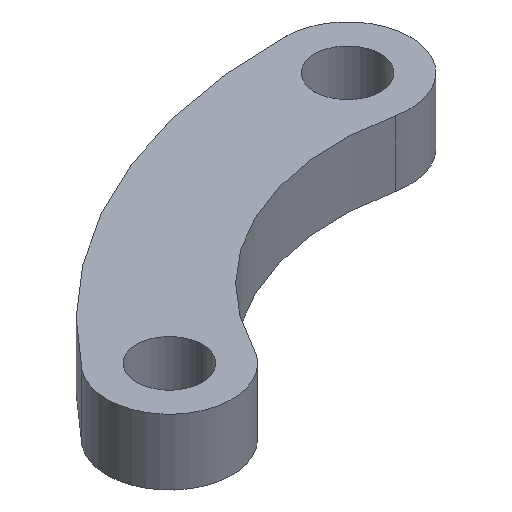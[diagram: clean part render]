
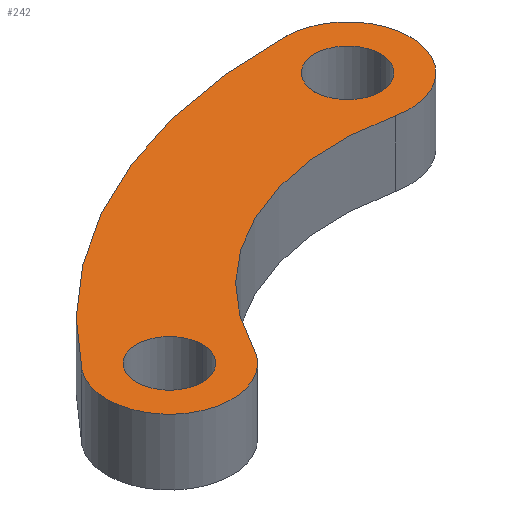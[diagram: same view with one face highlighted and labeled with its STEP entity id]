
A CAD part, isometric view. The second image highlights one B-rep face of the part: STEP entity #242.
In plain terms, the highlighted planar face has unit normal (0, 0, 1).
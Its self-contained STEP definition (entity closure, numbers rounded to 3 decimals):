
#8 = DIRECTION ( 'NONE',  ( 1., 0., 0. ) ) ;
#12 = AXIS2_PLACEMENT_3D ( 'NONE', #368, #308, #276 ) ;
#13 = VERTEX_POINT ( 'NONE', #157 ) ;
#15 = ORIENTED_EDGE ( 'NONE', *, *, #269, .T. ) ;
#22 = CARTESIAN_POINT ( 'NONE',  ( 18.412, 7.422, 10. ) ) ;
#24 = CARTESIAN_POINT ( 'NONE',  ( 0., 0., 10. ) ) ;
#26 = EDGE_CURVE ( 'NONE', #86, #366, #53, .T. ) ;
#27 = EDGE_LOOP ( 'NONE', ( #224, #247 ) ) ;
#29 = CARTESIAN_POINT ( 'NONE',  ( 0., 0., 10. ) ) ;
#53 = CIRCLE ( 'NONE', #84, 1.5 ) ;
#54 = FACE_OUTER_BOUND ( 'NONE', #166, .T. ) ;
#63 = EDGE_CURVE ( 'NONE', #255, #13, #360, .T. ) ;
#67 = CARTESIAN_POINT ( 'NONE',  ( 12.554, -6.296, 10. ) ) ;
#72 = EDGE_LOOP ( 'NONE', ( #376, #180 ) ) ;
#83 = FACE_BOUND ( 'NONE', #72, .T. ) ;
#84 = AXIS2_PLACEMENT_3D ( 'NONE', #125, #243, #370 ) ;
#86 = VERTEX_POINT ( 'NONE', #170 ) ;
#91 = AXIS2_PLACEMENT_3D ( 'NONE', #24, #147, #268 ) ;
#93 = DIRECTION ( 'NONE',  ( 0., 0., -1. ) ) ;
#107 = ORIENTED_EDGE ( 'NONE', *, *, #336, .T. ) ;
#122 = CARTESIAN_POINT ( 'NONE',  ( 2.548, -1.278, 10. ) ) ;
#125 = CARTESIAN_POINT ( 'NONE',  ( 0., 0., 10. ) ) ;
#129 = CARTESIAN_POINT ( 'NONE',  ( 15.562, 7.422, 10. ) ) ;
#133 = AXIS2_PLACEMENT_3D ( 'NONE', #67, #93, #248 ) ;
#145 = CARTESIAN_POINT ( 'NONE',  ( 15.065, -11.56, 10. ) ) ;
#147 = DIRECTION ( 'NONE',  ( 0., 0., 1. ) ) ;
#148 = CIRCLE ( 'NONE', #200, 21.839 ) ;
#149 = VERTEX_POINT ( 'NONE', #167 ) ;
#152 = DIRECTION ( 'NONE',  ( 1., 0., 0. ) ) ;
#157 = CARTESIAN_POINT ( 'NONE',  ( 14.062, 7.422, 10. ) ) ;
#165 = CIRCLE ( 'NONE', #233, 2.85 ) ;
#166 = EDGE_LOOP ( 'NONE', ( #333, #15, #179, #107, #214 ) ) ;
#167 = CARTESIAN_POINT ( 'NONE',  ( 15.637, 10.271, 10. ) ) ;
#170 = CARTESIAN_POINT ( 'NONE',  ( 1.5, 0., 10. ) ) ;
#177 = DIRECTION ( 'NONE',  ( 1., 0., 0. ) ) ;
#179 = ORIENTED_EDGE ( 'NONE', *, *, #210, .T. ) ;
#180 = ORIENTED_EDGE ( 'NONE', *, *, #63, .T. ) ;
#183 = DIRECTION ( 'NONE',  ( 1., 0., 0. ) ) ;
#184 = CIRCLE ( 'NONE', #337, 2.85 ) ;
#188 = AXIS2_PLACEMENT_3D ( 'NONE', #223, #190, #312 ) ;
#190 = DIRECTION ( 'NONE',  ( 0., 0., -1. ) ) ;
#200 = AXIS2_PLACEMENT_3D ( 'NONE', #145, #266, #358 ) ;
#204 = AXIS2_PLACEMENT_3D ( 'NONE', #29, #212, #183 ) ;
#207 = CARTESIAN_POINT ( 'NONE',  ( 15.562, 7.422, 10. ) ) ;
#210 = EDGE_CURVE ( 'NONE', #348, #227, #267, .T. ) ;
#212 = DIRECTION ( 'NONE',  ( 0., 0., 1. ) ) ;
#214 = ORIENTED_EDGE ( 'NONE', *, *, #237, .F. ) ;
#222 = CARTESIAN_POINT ( 'NONE',  ( 0., 0., 10. ) ) ;
#223 = CARTESIAN_POINT ( 'NONE',  ( 15.562, 7.422, 10. ) ) ;
#224 = ORIENTED_EDGE ( 'NONE', *, *, #26, .F. ) ;
#227 = VERTEX_POINT ( 'NONE', #22 ) ;
#232 = AXIS2_PLACEMENT_3D ( 'NONE', #207, #234, #177 ) ;
#233 = AXIS2_PLACEMENT_3D ( 'NONE', #129, #339, #152 ) ;
#234 = DIRECTION ( 'NONE',  ( 0., 0., 1. ) ) ;
#237 = EDGE_CURVE ( 'NONE', #285, #149, #148, .T. ) ;
#240 = CARTESIAN_POINT ( 'NONE',  ( -1.5, 0., 10. ) ) ;
#242 = ADVANCED_FACE ( 'NONE', ( #329, #83, #54 ), #298, .T. ) ;
#243 = DIRECTION ( 'NONE',  ( 0., 0., 1. ) ) ;
#247 = ORIENTED_EDGE ( 'NONE', *, *, #383, .F. ) ;
#248 = DIRECTION ( 'NONE',  ( 1., 0., 0. ) ) ;
#255 = VERTEX_POINT ( 'NONE', #388 ) ;
#260 = EDGE_CURVE ( 'NONE', #13, #255, #356, .T. ) ;
#266 = DIRECTION ( 'NONE',  ( 0., 0., -1. ) ) ;
#267 = CIRCLE ( 'NONE', #232, 2.85 ) ;
#268 = DIRECTION ( 'NONE',  ( 1., 0., 0. ) ) ;
#269 = EDGE_CURVE ( 'NONE', #351, #348, #304, .T. ) ;
#276 = DIRECTION ( 'NONE',  ( -1., 0., 0. ) ) ;
#279 = DIRECTION ( 'NONE',  ( 0., 0., 1. ) ) ;
#285 = VERTEX_POINT ( 'NONE', #371 ) ;
#298 = PLANE ( 'NONE',  #91 ) ;
#304 = CIRCLE ( 'NONE', #133, 11.194 ) ;
#308 = DIRECTION ( 'NONE',  ( 0., 0., -1. ) ) ;
#312 = DIRECTION ( 'NONE',  ( -1., 0., 0. ) ) ;
#328 = EDGE_CURVE ( 'NONE', #285, #351, #184, .T. ) ;
#329 = FACE_BOUND ( 'NONE', #27, .T. ) ;
#333 = ORIENTED_EDGE ( 'NONE', *, *, #328, .T. ) ;
#336 = EDGE_CURVE ( 'NONE', #227, #149, #165, .T. ) ;
#337 = AXIS2_PLACEMENT_3D ( 'NONE', #222, #279, #8 ) ;
#339 = DIRECTION ( 'NONE',  ( 0., 0., 1. ) ) ;
#348 = VERTEX_POINT ( 'NONE', #393 ) ;
#351 = VERTEX_POINT ( 'NONE', #122 ) ;
#356 = CIRCLE ( 'NONE', #12, 1.5 ) ;
#358 = DIRECTION ( 'NONE',  ( 1., 0., 0. ) ) ;
#360 = CIRCLE ( 'NONE', #188, 1.5 ) ;
#366 = VERTEX_POINT ( 'NONE', #240 ) ;
#368 = CARTESIAN_POINT ( 'NONE',  ( 15.562, 7.422, 10. ) ) ;
#370 = DIRECTION ( 'NONE',  ( 1., 0., 0. ) ) ;
#371 = CARTESIAN_POINT ( 'NONE',  ( -2.261, 1.735, 10. ) ) ;
#373 = CIRCLE ( 'NONE', #204, 1.5 ) ;
#376 = ORIENTED_EDGE ( 'NONE', *, *, #260, .T. ) ;
#383 = EDGE_CURVE ( 'NONE', #366, #86, #373, .T. ) ;
#388 = CARTESIAN_POINT ( 'NONE',  ( 17.062, 7.422, 10. ) ) ;
#393 = CARTESIAN_POINT ( 'NONE',  ( 14.951, 4.638, 10. ) ) ;
